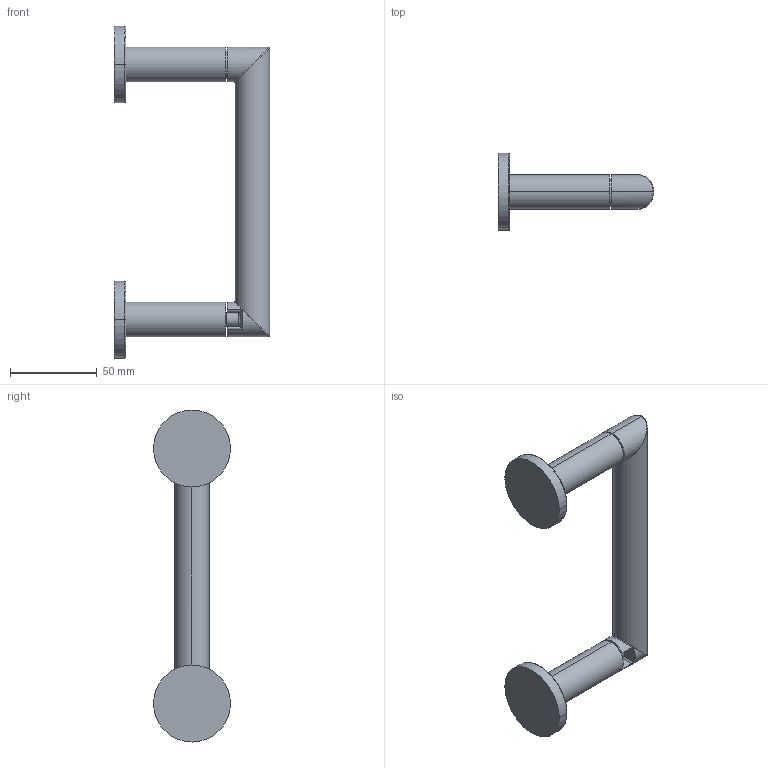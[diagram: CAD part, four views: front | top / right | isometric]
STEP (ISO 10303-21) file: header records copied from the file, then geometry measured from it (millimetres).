
FILE_DESCRIPTION((''),'2;1');
FILE_NAME('4608_WEB','2010-12-20T',('project'),(''),'PRO/ENGINEER BY PARAMETRIC TECHNOLOGY CORPORATION, 2009300','PRO/ENGINEER BY PARAMETRIC TECHNOLOGY CORPORATION, 2009300','');
FILE_SCHEMA(('CONFIG_CONTROL_DESIGN'));
Length unit declared in the file: inch
Products named in the file (1): 4608_WEB
Bounding box: 89.89 x 44.45 x 191.77 mm (x, y, z)
Surface area: 28133.3 mm2 (no closed solid volume)
Topology: 0 solids, 10 shells, 73 faces, 160 edges, 95 vertices
Faces by surface type: cylinder 30, plane 15, torus 12, bspline 12, sphere 4
Entity records: 2575 total; most frequent: CARTESIAN_POINT 1013, DIRECTION 342, ORIENTED_EDGE 282, EDGE_CURVE 158, AXIS2_PLACEMENT_3D 150, VERTEX_POINT 95, CIRCLE 89, EDGE_LOOP 73
